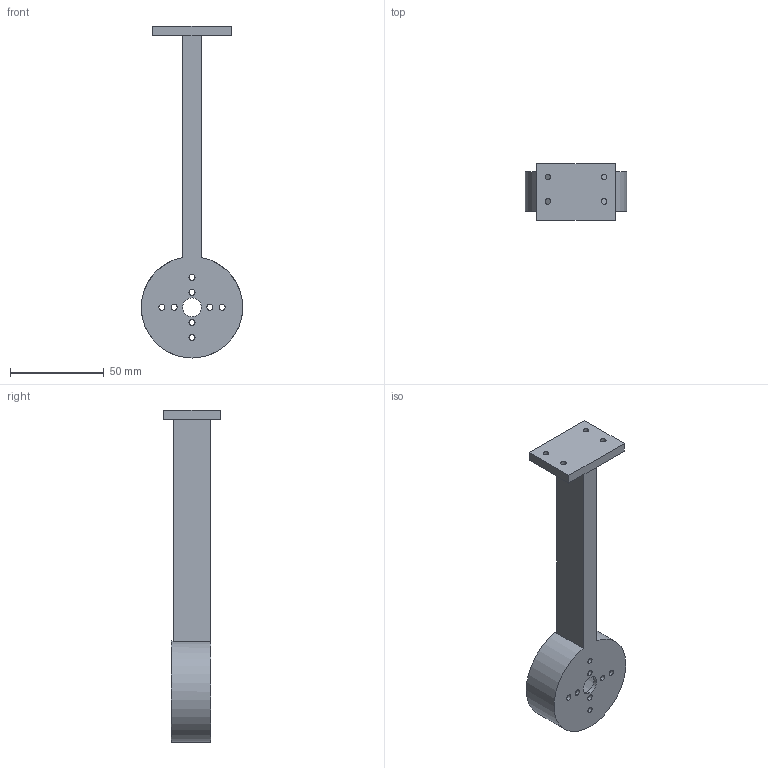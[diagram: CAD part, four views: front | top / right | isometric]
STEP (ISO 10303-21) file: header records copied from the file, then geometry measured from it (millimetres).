
FILE_DESCRIPTION (( 'STEP AP203' ), '1' );
FILE_NAME ('wing_Default_sldprt.STEP', '2024-08-11T02:33:04', ( '' ), ( '' ), 'SwSTEP 2.0', 'SolidWorks 2024', '' );
FILE_SCHEMA (( 'CONFIG_CONTROL_DESIGN' ));
Length unit declared in the file: millimetre
Products named in the file (1): wing_Default_sldprt
Bounding box: 54 x 30 x 176.78 mm (x, y, z)
Volume: 47295.8 mm3; surface area: 20806.5 mm2
Topology: 1 solids, 1 shells, 52 faces, 134 edges, 86 vertices
Faces by surface type: cylinder 30, plane 12, cone 10
Entity records: 1739 total; most frequent: DIRECTION 312, CARTESIAN_POINT 273, ORIENTED_EDGE 268, EDGE_CURVE 134, AXIS2_PLACEMENT_3D 125, VERTEX_POINT 86, EDGE_LOOP 80, CIRCLE 72
